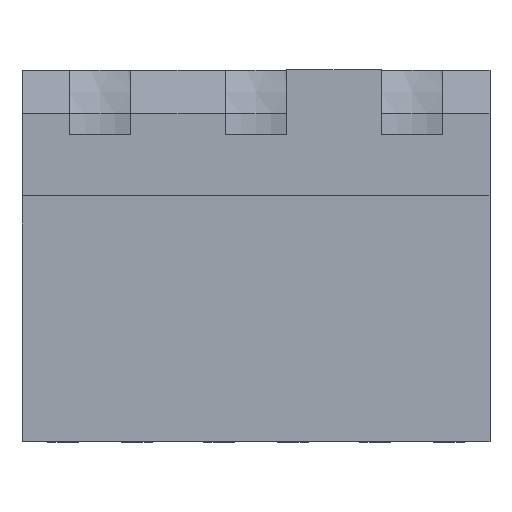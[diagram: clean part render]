
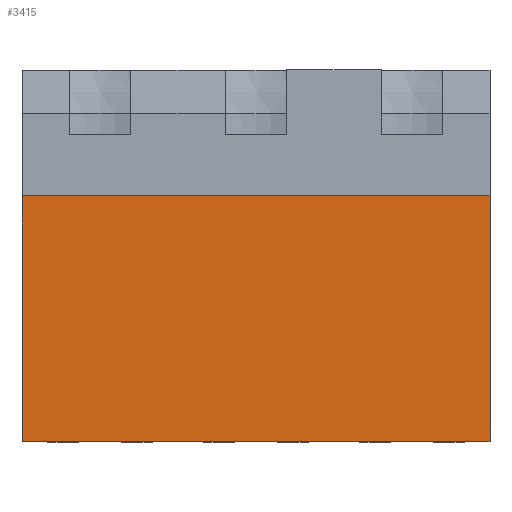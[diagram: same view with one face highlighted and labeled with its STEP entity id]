
A CAD part, top view. The second image highlights one B-rep face of the part: STEP entity #3415.
In plain terms, the highlighted planar face has unit normal (0, 0, 1).
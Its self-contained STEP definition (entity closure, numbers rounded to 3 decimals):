
#255 = DIRECTION ( 'NONE',  ( 0., 1., 0. ) ) ;
#267 = ORIENTED_EDGE ( 'NONE', *, *, #3261, .T. ) ;
#331 = ORIENTED_EDGE ( 'NONE', *, *, #3122, .F. ) ;
#763 = EDGE_CURVE ( 'NONE', #2046, #3817, #1653, .T. ) ;
#912 = VECTOR ( 'NONE', #1206, 1000. ) ;
#1032 = CARTESIAN_POINT ( 'NONE',  ( -2.54, 0., 3.6 ) ) ;
#1206 = DIRECTION ( 'NONE',  ( 1., 0., 0. ) ) ;
#1222 = VERTEX_POINT ( 'NONE', #1032 ) ;
#1591 = CARTESIAN_POINT ( 'NONE',  ( 12.7, 8., 3.6 ) ) ;
#1599 = CARTESIAN_POINT ( 'NONE',  ( 12.7, 8., 3.6 ) ) ;
#1653 = LINE ( 'NONE', #5307, #2244 ) ;
#2046 = VERTEX_POINT ( 'NONE', #5951 ) ;
#2244 = VECTOR ( 'NONE', #3433, 1000. ) ;
#2248 = VECTOR ( 'NONE', #255, 1000. ) ;
#2499 = DIRECTION ( 'NONE',  ( 0., 0., -1. ) ) ;
#2857 = CARTESIAN_POINT ( 'NONE',  ( -2.54, 8., 3.6 ) ) ;
#2998 = LINE ( 'NONE', #4788, #2248 ) ;
#3122 = EDGE_CURVE ( 'NONE', #3356, #2046, #4400, .T. ) ;
#3261 = EDGE_CURVE ( 'NONE', #1222, #3817, #5085, .T. ) ;
#3356 = VERTEX_POINT ( 'NONE', #2857 ) ;
#3415 = ADVANCED_FACE ( 'NONE', ( #5841 ), #5721, .F. ) ;
#3433 = DIRECTION ( 'NONE',  ( 0., -1., 0. ) ) ;
#3628 = ORIENTED_EDGE ( 'NONE', *, *, #4732, .F. ) ;
#3817 = VERTEX_POINT ( 'NONE', #4514 ) ;
#4151 = DIRECTION ( 'NONE',  ( 1., 0., 0. ) ) ;
#4335 = DIRECTION ( 'NONE',  ( -1., 0., 0. ) ) ;
#4400 = LINE ( 'NONE', #1599, #912 ) ;
#4514 = CARTESIAN_POINT ( 'NONE',  ( 12.7, 0., 3.6 ) ) ;
#4732 = EDGE_CURVE ( 'NONE', #1222, #3356, #2998, .T. ) ;
#4788 = CARTESIAN_POINT ( 'NONE',  ( -2.54, 0., 3.6 ) ) ;
#4938 = EDGE_LOOP ( 'NONE', ( #5339, #331, #3628, #267 ) ) ;
#5085 = LINE ( 'NONE', #5939, #5878 ) ;
#5298 = AXIS2_PLACEMENT_3D ( 'NONE', #1591, #2499, #4335 ) ;
#5307 = CARTESIAN_POINT ( 'NONE',  ( 12.7, 0., 3.6 ) ) ;
#5339 = ORIENTED_EDGE ( 'NONE', *, *, #763, .F. ) ;
#5721 = PLANE ( 'NONE',  #5298 ) ;
#5841 = FACE_OUTER_BOUND ( 'NONE', #4938, .T. ) ;
#5878 = VECTOR ( 'NONE', #4151, 1000. ) ;
#5939 = CARTESIAN_POINT ( 'NONE',  ( 0., 0., 3.6 ) ) ;
#5951 = CARTESIAN_POINT ( 'NONE',  ( 12.7, 8., 3.6 ) ) ;
